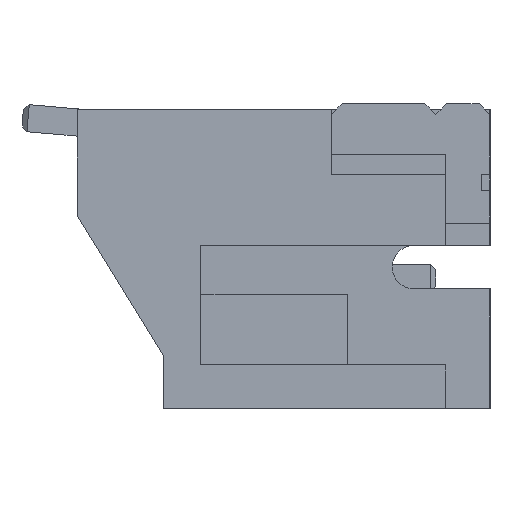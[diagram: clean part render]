
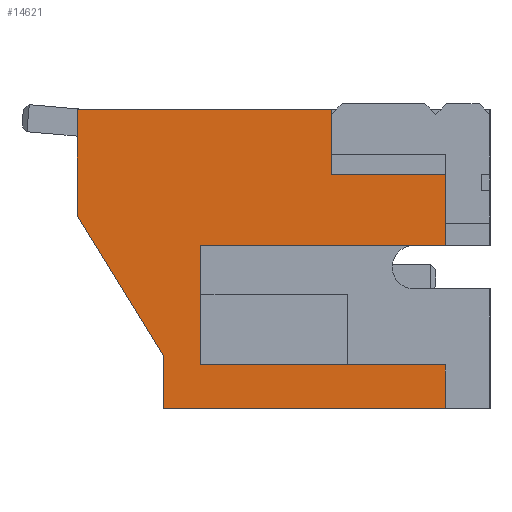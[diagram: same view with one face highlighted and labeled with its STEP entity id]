
A CAD part, left-side view. The second image highlights one B-rep face of the part: STEP entity #14621.
In plain terms, the highlighted planar face has unit normal (-1, 0, 0).
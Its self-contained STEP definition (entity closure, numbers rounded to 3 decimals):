
#14 = CARTESIAN_POINT ( 'NONE',  ( -0.75, 1.31, -0.64 ) ) ;
#403 = ORIENTED_EDGE ( 'NONE', *, *, #5315, .T. ) ;
#408 = LINE ( 'NONE', #17623, #1017 ) ;
#652 = EDGE_CURVE ( 'NONE', #22799, #22983, #5272, .T. ) ;
#1017 = VECTOR ( 'NONE', #3524, 1000. ) ;
#1264 = CARTESIAN_POINT ( 'NONE',  ( -0.75, 1.31, 1.46 ) ) ;
#1272 = ORIENTED_EDGE ( 'NONE', *, *, #5541, .T. ) ;
#1276 = VECTOR ( 'NONE', #13428, 1000. ) ;
#1793 = VERTEX_POINT ( 'NONE', #17469 ) ;
#1963 = VECTOR ( 'NONE', #21841, 1000. ) ;
#2201 = VERTEX_POINT ( 'NONE', #18086 ) ;
#2239 = ORIENTED_EDGE ( 'NONE', *, *, #20739, .T. ) ;
#3513 = CARTESIAN_POINT ( 'NONE',  ( -0.75, 4.81, -0.64 ) ) ;
#3524 = DIRECTION ( 'NONE',  ( 0., 0., -1. ) ) ;
#3617 = CARTESIAN_POINT ( 'NONE',  ( -0.75, 4.66, 4.54 ) ) ;
#3665 = CARTESIAN_POINT ( 'NONE',  ( -0.75, 5.61, -0.64 ) ) ;
#3704 = DIRECTION ( 'NONE',  ( 0., -1., 0. ) ) ;
#3776 = FACE_OUTER_BOUND ( 'NONE', #23973, .T. ) ;
#3853 = CARTESIAN_POINT ( 'NONE',  ( -0.75, 1.31, 1.46 ) ) ;
#4514 = DIRECTION ( 'NONE',  ( 0., -1., 0. ) ) ;
#4595 = EDGE_CURVE ( 'NONE', #20226, #1793, #7186, .T. ) ;
#4787 = CARTESIAN_POINT ( 'NONE',  ( -0.75, 4.81, 3.86 ) ) ;
#5126 = LINE ( 'NONE', #7451, #1276 ) ;
#5272 = LINE ( 'NONE', #25883, #20549 ) ;
#5315 = EDGE_CURVE ( 'NONE', #19725, #19940, #16712, .T. ) ;
#5541 = EDGE_CURVE ( 'NONE', #15987, #20226, #7526, .T. ) ;
#5633 = ORIENTED_EDGE ( 'NONE', *, *, #25183, .T. ) ;
#5803 = PLANE ( 'NONE',  #7409 ) ;
#5851 = DIRECTION ( 'NONE',  ( 0., 0., 1. ) ) ;
#5898 = LINE ( 'NONE', #12435, #15514 ) ;
#6715 = EDGE_CURVE ( 'NONE', #10755, #24303, #23605, .T. ) ;
#7186 = LINE ( 'NONE', #25481, #19524 ) ;
#7323 = DIRECTION ( 'NONE',  ( 0., 1., 0. ) ) ;
#7409 = AXIS2_PLACEMENT_3D ( 'NONE', #24225, #14082, #20313 ) ;
#7451 = CARTESIAN_POINT ( 'NONE',  ( -0.75, 4.66, 4.54 ) ) ;
#7526 = LINE ( 'NONE', #1264, #9245 ) ;
#7633 = ORIENTED_EDGE ( 'NONE', *, *, #19454, .T. ) ;
#7769 = LINE ( 'NONE', #3665, #20998 ) ;
#8063 = CARTESIAN_POINT ( 'NONE',  ( -0.75, 1.31, -0.64 ) ) ;
#8902 = ORIENTED_EDGE ( 'NONE', *, *, #24918, .T. ) ;
#9245 = VECTOR ( 'NONE', #24570, 1000. ) ;
#9359 = LINE ( 'NONE', #19493, #22976 ) ;
#10386 = CARTESIAN_POINT ( 'NONE',  ( -0.75, 5.61, 4.54 ) ) ;
#10621 = EDGE_CURVE ( 'NONE', #1793, #16632, #5898, .T. ) ;
#10755 = VERTEX_POINT ( 'NONE', #4787 ) ;
#10959 = VECTOR ( 'NONE', #4514, 1000. ) ;
#11985 = CARTESIAN_POINT ( 'NONE',  ( -0.75, 0.11, 1.46 ) ) ;
#12418 = VECTOR ( 'NONE', #3704, 1000. ) ;
#12435 = CARTESIAN_POINT ( 'NONE',  ( -0.75, 2.06, 6.14 ) ) ;
#12568 = DIRECTION ( 'NONE',  ( 0., 1., 0. ) ) ;
#13428 = DIRECTION ( 'NONE',  ( 0., 0.852, -0.524 ) ) ;
#13516 = VECTOR ( 'NONE', #5851, 1000. ) ;
#13726 = ORIENTED_EDGE ( 'NONE', *, *, #10621, .T. ) ;
#14082 = DIRECTION ( 'NONE',  ( 1., 0., 0. ) ) ;
#14299 = ORIENTED_EDGE ( 'NONE', *, *, #4595, .T. ) ;
#14621 = ADVANCED_FACE ( 'NONE', ( #3776 ), #5803, .F. ) ;
#15451 = CARTESIAN_POINT ( 'NONE',  ( -0.75, 4.81, 3.86 ) ) ;
#15514 = VECTOR ( 'NONE', #12568, 1000. ) ;
#15987 = VERTEX_POINT ( 'NONE', #3853 ) ;
#16632 = VERTEX_POINT ( 'NONE', #24559 ) ;
#16689 = ORIENTED_EDGE ( 'NONE', *, *, #652, .T. ) ;
#16712 = LINE ( 'NONE', #22970, #10959 ) ;
#17469 = CARTESIAN_POINT ( 'NONE',  ( -0.75, 0.11, 6.14 ) ) ;
#17531 = EDGE_CURVE ( 'NONE', #24303, #19725, #408, .T. ) ;
#17623 = CARTESIAN_POINT ( 'NONE',  ( -0.75, 2.61, 3.86 ) ) ;
#18086 = CARTESIAN_POINT ( 'NONE',  ( -0.75, 5.61, -0.64 ) ) ;
#18214 = ORIENTED_EDGE ( 'NONE', *, *, #6715, .T. ) ;
#18243 = ORIENTED_EDGE ( 'NONE', *, *, #24228, .T. ) ;
#18447 = LINE ( 'NONE', #14, #13516 ) ;
#18473 = LINE ( 'NONE', #22544, #12418 ) ;
#19454 = EDGE_CURVE ( 'NONE', #22983, #2201, #7769, .T. ) ;
#19493 = CARTESIAN_POINT ( 'NONE',  ( -0.75, 4.81, -0.64 ) ) ;
#19516 = DIRECTION ( 'NONE',  ( 0., 0., 1. ) ) ;
#19524 = VECTOR ( 'NONE', #19516, 1000. ) ;
#19725 = VERTEX_POINT ( 'NONE', #21278 ) ;
#19940 = VERTEX_POINT ( 'NONE', #8063 ) ;
#20226 = VERTEX_POINT ( 'NONE', #11985 ) ;
#20308 = CARTESIAN_POINT ( 'NONE',  ( -0.75, 2.61, 3.86 ) ) ;
#20313 = DIRECTION ( 'NONE',  ( 0., -1., 0. ) ) ;
#20549 = VECTOR ( 'NONE', #7323, 1000. ) ;
#20739 = EDGE_CURVE ( 'NONE', #2201, #22173, #18473, .T. ) ;
#20998 = VECTOR ( 'NONE', #24249, 1000. ) ;
#21278 = CARTESIAN_POINT ( 'NONE',  ( -0.75, 2.61, -0.64 ) ) ;
#21841 = DIRECTION ( 'NONE',  ( 0., -1., 0. ) ) ;
#22173 = VERTEX_POINT ( 'NONE', #3513 ) ;
#22544 = CARTESIAN_POINT ( 'NONE',  ( -0.75, 5.61, -0.64 ) ) ;
#22799 = VERTEX_POINT ( 'NONE', #3617 ) ;
#22970 = CARTESIAN_POINT ( 'NONE',  ( -0.75, 2.61, -0.64 ) ) ;
#22976 = VECTOR ( 'NONE', #25865, 1000. ) ;
#22983 = VERTEX_POINT ( 'NONE', #10386 ) ;
#23198 = ORIENTED_EDGE ( 'NONE', *, *, #17531, .T. ) ;
#23605 = LINE ( 'NONE', #15451, #1963 ) ;
#23973 = EDGE_LOOP ( 'NONE', ( #7633, #2239, #8902, #18214, #23198, #403, #5633, #1272, #14299, #13726, #18243, #16689 ) ) ;
#24225 = CARTESIAN_POINT ( 'NONE',  ( -0.75, 0.11, 4.54 ) ) ;
#24228 = EDGE_CURVE ( 'NONE', #16632, #22799, #5126, .T. ) ;
#24249 = DIRECTION ( 'NONE',  ( 0., 0., -1. ) ) ;
#24303 = VERTEX_POINT ( 'NONE', #20308 ) ;
#24559 = CARTESIAN_POINT ( 'NONE',  ( -0.75, 2.06, 6.14 ) ) ;
#24570 = DIRECTION ( 'NONE',  ( 0., -1., 0. ) ) ;
#24918 = EDGE_CURVE ( 'NONE', #22173, #10755, #9359, .T. ) ;
#25183 = EDGE_CURVE ( 'NONE', #19940, #15987, #18447, .T. ) ;
#25481 = CARTESIAN_POINT ( 'NONE',  ( -0.75, 0.11, 4.54 ) ) ;
#25865 = DIRECTION ( 'NONE',  ( 0., 0., 1. ) ) ;
#25883 = CARTESIAN_POINT ( 'NONE',  ( -0.75, 5.61, 4.54 ) ) ;
